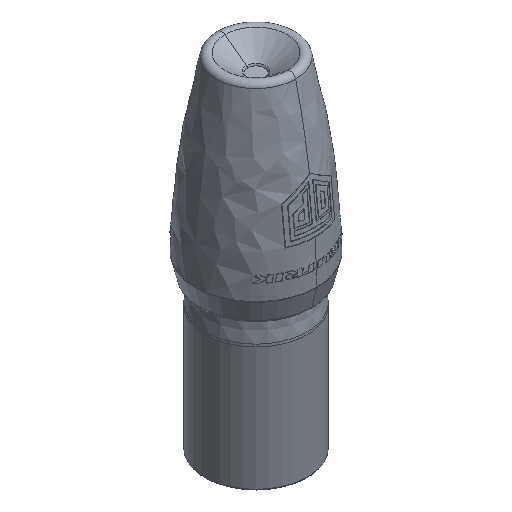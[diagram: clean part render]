
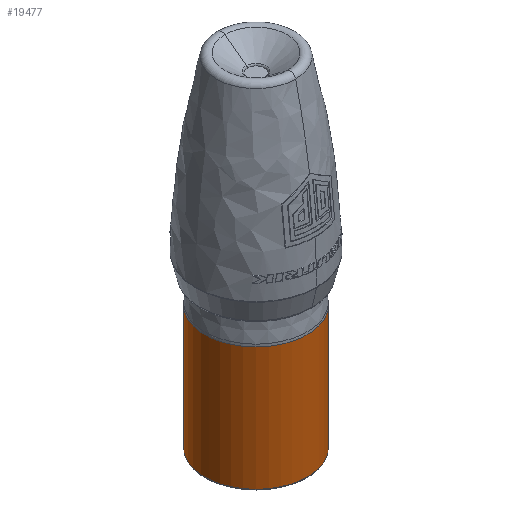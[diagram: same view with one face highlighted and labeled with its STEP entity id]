
A CAD part, isometric view. The second image highlights one B-rep face of the part: STEP entity #19477.
In plain terms, the highlighted cylindrical face has radius 9.5 mm (diameter 19 mm), a partial arc.
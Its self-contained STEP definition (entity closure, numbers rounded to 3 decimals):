
#4125=DIRECTION('',(0.,0.,-1.));
#4126=VECTOR('',#4125,22.867);
#4127=CARTESIAN_POINT('',(6.718,-6.718,
-5.933));
#4128=LINE('',#4127,#4126);
#4129=DIRECTION('',(0.,0.,-1.));
#4130=VECTOR('',#4129,22.867);
#4131=CARTESIAN_POINT('',(-6.718,6.718,
-5.933));
#4132=LINE('',#4131,#4130);
#4133=CARTESIAN_POINT('',(0.,0.,-5.933));
#4134=DIRECTION('',(0.,0.,-1.));
#4135=DIRECTION('',(0.707,-0.707,0.));
#4136=AXIS2_PLACEMENT_3D('',#4133,#4134,#4135);
#5811=CARTESIAN_POINT('',(0.,0.,-28.8));
#5812=DIRECTION('',(0.,0.,-1.));
#5813=DIRECTION('',(0.707,-0.707,0.));
#5814=AXIS2_PLACEMENT_3D('',#5811,#5812,#5813);
#9874=CARTESIAN_POINT('',(6.718,-6.718,-28.8));
#9876=VERTEX_POINT('',#9874);
#9886=CARTESIAN_POINT('',(-6.718,6.718,-28.8));
#9888=VERTEX_POINT('',#9886);
#9912=CARTESIAN_POINT('',(6.718,-6.718,
-5.933));
#9913=VERTEX_POINT('',#9912);
#9914=CARTESIAN_POINT('',(-6.718,6.718,
-5.933));
#9915=VERTEX_POINT('',#9914);
#19463=CARTESIAN_POINT('',(0.,0.,-30.45));
#19464=DIRECTION('',(0.,0.,1.));
#19465=DIRECTION('',(-0.707,0.707,0.));
#19466=AXIS2_PLACEMENT_3D('',#19463,#19464,#19465);
#19467=CYLINDRICAL_SURFACE('',#19466,9.5);
#19469=ORIENTED_EDGE('',*,*,#19468,.T.);
#19471=ORIENTED_EDGE('',*,*,#19470,.T.);
#19473=ORIENTED_EDGE('',*,*,#19472,.F.);
#19474=ORIENTED_EDGE('',*,*,#19437,.F.);
#19475=EDGE_LOOP('',(#19469,#19471,#19473,#19474));
#19476=FACE_OUTER_BOUND('',#19475,.F.);
#19477=ADVANCED_FACE('',(#19476),#19467,.T.);
#4137=CIRCLE('',#4136,9.5);
#5815=CIRCLE('',#5814,9.5);
#19437=EDGE_CURVE('',#9913,#9915,#4137,.T.);
#19468=EDGE_CURVE('',#9913,#9876,#4128,.T.);
#19470=EDGE_CURVE('',#9876,#9888,#5815,.T.);
#19472=EDGE_CURVE('',#9915,#9888,#4132,.T.);
